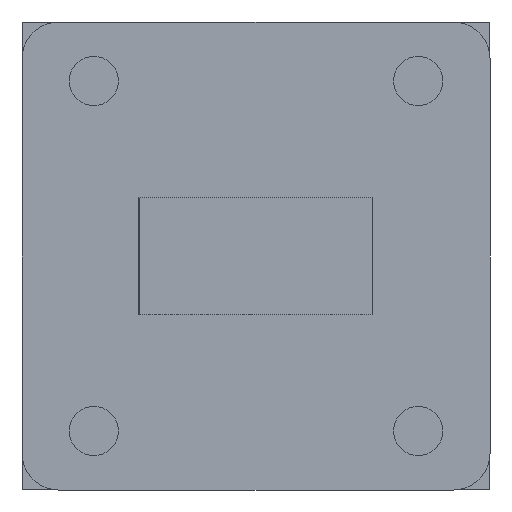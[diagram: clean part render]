
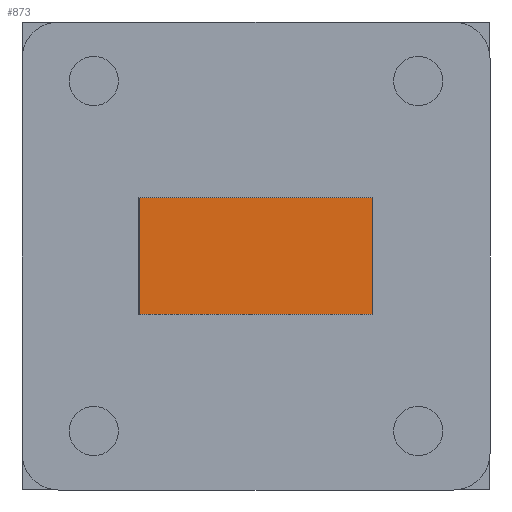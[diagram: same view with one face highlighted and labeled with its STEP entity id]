
A CAD part, left-side view. The second image highlights one B-rep face of the part: STEP entity #873.
In plain terms, the highlighted planar face has unit normal (-1, 0, 0).
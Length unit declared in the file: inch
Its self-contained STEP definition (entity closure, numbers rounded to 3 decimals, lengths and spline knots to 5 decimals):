
#2 = CARTESIAN_POINT ( 'NONE',  ( 3.09961, -0.375, 0.1875 ) ) ;
#61 = CARTESIAN_POINT ( 'NONE',  ( 3.09961, 0.375, -0.1875 ) ) ;
#70 = AXIS2_PLACEMENT_3D ( 'NONE', #2229, #1036, #1210 ) ;
#132 = VECTOR ( 'NONE', #323, 39.37008 ) ;
#144 = CARTESIAN_POINT ( 'NONE',  ( 3.09961, -0.375, -0.1875 ) ) ;
#216 = LINE ( 'NONE', #2, #860 ) ;
#224 = PLANE ( 'NONE',  #70 ) ;
#291 = CARTESIAN_POINT ( 'NONE',  ( 3.09961, 0.375, -0.1875 ) ) ;
#323 = DIRECTION ( 'NONE',  ( 0., 0., -1. ) ) ;
#435 = DIRECTION ( 'NONE',  ( 0., 1., 0. ) ) ;
#596 = VERTEX_POINT ( 'NONE', #1289 ) ;
#609 = VERTEX_POINT ( 'NONE', #291 ) ;
#655 = FACE_OUTER_BOUND ( 'NONE', #1783, .T. ) ;
#706 = CARTESIAN_POINT ( 'NONE',  ( 3.09961, 0.375, 0.1875 ) ) ;
#713 = VECTOR ( 'NONE', #1771, 39.37008 ) ;
#752 = VERTEX_POINT ( 'NONE', #144 ) ;
#860 = VECTOR ( 'NONE', #1266, 39.37008 ) ;
#873 = ADVANCED_FACE ( 'NONE', ( #655 ), #224, .T. ) ;
#929 = LINE ( 'NONE', #706, #713 ) ;
#932 = EDGE_CURVE ( 'NONE', #609, #2300, #929, .T. ) ;
#996 = ORIENTED_EDGE ( 'NONE', *, *, #932, .F. ) ;
#1026 = VECTOR ( 'NONE', #435, 39.37008 ) ;
#1036 = DIRECTION ( 'NONE',  ( -1., 0., 0. ) ) ;
#1210 = DIRECTION ( 'NONE',  ( 0., 0., 1. ) ) ;
#1266 = DIRECTION ( 'NONE',  ( 0., -1., 0. ) ) ;
#1287 = EDGE_CURVE ( 'NONE', #752, #609, #2305, .T. ) ;
#1289 = CARTESIAN_POINT ( 'NONE',  ( 3.09961, -0.375, 0.1875 ) ) ;
#1382 = ORIENTED_EDGE ( 'NONE', *, *, #1431, .F. ) ;
#1431 = EDGE_CURVE ( 'NONE', #596, #752, #2345, .T. ) ;
#1506 = CARTESIAN_POINT ( 'NONE',  ( 3.09961, -0.375, -0.1875 ) ) ;
#1509 = ORIENTED_EDGE ( 'NONE', *, *, #1287, .F. ) ;
#1553 = ORIENTED_EDGE ( 'NONE', *, *, #1651, .F. ) ;
#1651 = EDGE_CURVE ( 'NONE', #2300, #596, #216, .T. ) ;
#1771 = DIRECTION ( 'NONE',  ( 0., 0., 1. ) ) ;
#1783 = EDGE_LOOP ( 'NONE', ( #996, #1509, #1382, #1553 ) ) ;
#1825 = CARTESIAN_POINT ( 'NONE',  ( 3.09961, 0.375, 0.1875 ) ) ;
#2229 = CARTESIAN_POINT ( 'NONE',  ( 3.09961, 0.425, 0.2374 ) ) ;
#2300 = VERTEX_POINT ( 'NONE', #1825 ) ;
#2305 = LINE ( 'NONE', #61, #1026 ) ;
#2345 = LINE ( 'NONE', #1506, #132 ) ;
